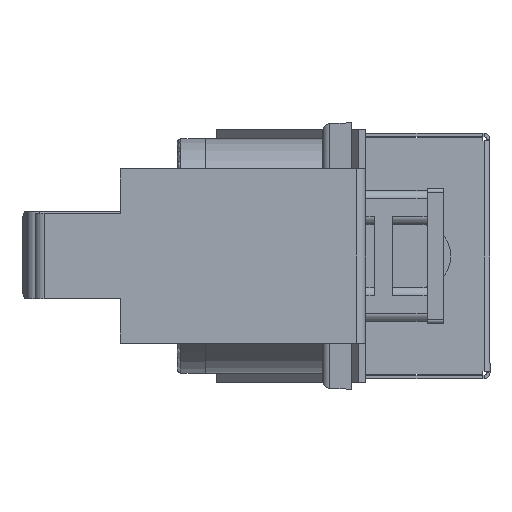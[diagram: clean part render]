
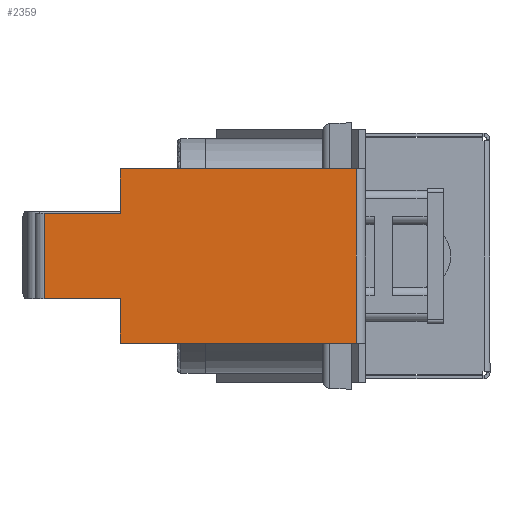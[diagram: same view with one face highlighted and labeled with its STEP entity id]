
A CAD part, left-side view. The second image highlights one B-rep face of the part: STEP entity #2359.
In plain terms, the highlighted face is planar.
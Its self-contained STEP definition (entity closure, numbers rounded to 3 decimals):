
#36 = CARTESIAN_POINT ( 'NONE',  ( -35.5, 88.4, 2. ) ) ;
#41 = LINE ( 'NONE', #1674, #5171 ) ;
#54 = CARTESIAN_POINT ( 'NONE',  ( 24.5, -2., 2. ) ) ;
#66 = CARTESIAN_POINT ( 'NONE',  ( -12., 88.4, 2. ) ) ;
#140 = CARTESIAN_POINT ( 'NONE',  ( -24.5, -2., 2. ) ) ;
#216 = VECTOR ( 'NONE', #4295, 1000. ) ;
#425 = DIRECTION ( 'NONE',  ( 1., 0., 0. ) ) ;
#560 = ORIENTED_EDGE ( 'NONE', *, *, #3644, .T. ) ;
#648 = VECTOR ( 'NONE', #960, 1000. ) ;
#796 = ORIENTED_EDGE ( 'NONE', *, *, #1156, .F. ) ;
#919 = CARTESIAN_POINT ( 'NONE',  ( 12., 91., 2. ) ) ;
#960 = DIRECTION ( 'NONE',  ( 0., 1., 0. ) ) ;
#964 = DIRECTION ( 'NONE',  ( 0., -1., 0. ) ) ;
#996 = EDGE_CURVE ( 'NONE', #1348, #1865, #4239, .T. ) ;
#1076 = ORIENTED_EDGE ( 'NONE', *, *, #996, .F. ) ;
#1088 = DIRECTION ( 'NONE',  ( 1., 0., 0. ) ) ;
#1128 = PLANE ( 'NONE',  #5121 ) ;
#1156 = EDGE_CURVE ( 'NONE', #4944, #4800, #6378, .T. ) ;
#1294 = ORIENTED_EDGE ( 'NONE', *, *, #6277, .F. ) ;
#1348 = VERTEX_POINT ( 'NONE', #3196 ) ;
#1440 = DIRECTION ( 'NONE',  ( -1., 0., 0. ) ) ;
#1674 = CARTESIAN_POINT ( 'NONE',  ( -35.5, 0.6, 2. ) ) ;
#1693 = CARTESIAN_POINT ( 'NONE',  ( 24.5, 0.6, 2. ) ) ;
#1820 = EDGE_CURVE ( 'NONE', #3970, #6021, #41, .T. ) ;
#1865 = VERTEX_POINT ( 'NONE', #3632 ) ;
#1918 = EDGE_CURVE ( 'NONE', #4800, #6475, #5837, .T. ) ;
#2057 = DIRECTION ( 'NONE',  ( 1., 0., 0. ) ) ;
#2231 = CARTESIAN_POINT ( 'NONE',  ( -24.5, 0.6, 2. ) ) ;
#2359 = ADVANCED_FACE ( 'NONE', ( #6755 ), #1128, .F. ) ;
#2412 = CARTESIAN_POINT ( 'NONE',  ( 24.5, 67., 2. ) ) ;
#2685 = VECTOR ( 'NONE', #2057, 1000. ) ;
#2920 = ORIENTED_EDGE ( 'NONE', *, *, #1918, .F. ) ;
#3071 = DIRECTION ( 'NONE',  ( 0., 1., 0. ) ) ;
#3196 = CARTESIAN_POINT ( 'NONE',  ( 12., 88.4, 2. ) ) ;
#3425 = EDGE_LOOP ( 'NONE', ( #560, #1294, #1076, #5218, #2920, #796, #3948, #4516 ) ) ;
#3466 = DIRECTION ( 'NONE',  ( 0., 0., -1. ) ) ;
#3495 = LINE ( 'NONE', #36, #6071 ) ;
#3557 = CARTESIAN_POINT ( 'NONE',  ( -12., 67., 2. ) ) ;
#3574 = EDGE_CURVE ( 'NONE', #3970, #4944, #6867, .T. ) ;
#3632 = CARTESIAN_POINT ( 'NONE',  ( 12., 67., 2. ) ) ;
#3644 = EDGE_CURVE ( 'NONE', #6021, #4057, #5742, .T. ) ;
#3776 = EDGE_CURVE ( 'NONE', #6475, #1348, #3495, .T. ) ;
#3948 = ORIENTED_EDGE ( 'NONE', *, *, #3574, .F. ) ;
#3970 = VERTEX_POINT ( 'NONE', #2231 ) ;
#4057 = VERTEX_POINT ( 'NONE', #5419 ) ;
#4067 = VECTOR ( 'NONE', #964, 1000. ) ;
#4092 = VECTOR ( 'NONE', #425, 1000. ) ;
#4222 = CARTESIAN_POINT ( 'NONE',  ( -24.5, 67., 2. ) ) ;
#4239 = LINE ( 'NONE', #919, #4067 ) ;
#4295 = DIRECTION ( 'NONE',  ( 0., 1., 0. ) ) ;
#4516 = ORIENTED_EDGE ( 'NONE', *, *, #1820, .T. ) ;
#4800 = VERTEX_POINT ( 'NONE', #3557 ) ;
#4944 = VERTEX_POINT ( 'NONE', #4222 ) ;
#5121 = AXIS2_PLACEMENT_3D ( 'NONE', #5585, #3466, #1440 ) ;
#5171 = VECTOR ( 'NONE', #1088, 1000. ) ;
#5218 = ORIENTED_EDGE ( 'NONE', *, *, #3776, .F. ) ;
#5419 = CARTESIAN_POINT ( 'NONE',  ( 24.5, 67., 2. ) ) ;
#5437 = DIRECTION ( 'NONE',  ( 1., 0., 0. ) ) ;
#5585 = CARTESIAN_POINT ( 'NONE',  ( 35.5, 0., 2. ) ) ;
#5667 = VECTOR ( 'NONE', #3071, 1000. ) ;
#5742 = LINE ( 'NONE', #54, #216 ) ;
#5837 = LINE ( 'NONE', #6646, #5667 ) ;
#6021 = VERTEX_POINT ( 'NONE', #1693 ) ;
#6071 = VECTOR ( 'NONE', #5437, 1000. ) ;
#6210 = LINE ( 'NONE', #2412, #2685 ) ;
#6277 = EDGE_CURVE ( 'NONE', #1865, #4057, #6210, .T. ) ;
#6377 = CARTESIAN_POINT ( 'NONE',  ( -24.5, 67., 2. ) ) ;
#6378 = LINE ( 'NONE', #6377, #4092 ) ;
#6475 = VERTEX_POINT ( 'NONE', #66 ) ;
#6646 = CARTESIAN_POINT ( 'NONE',  ( -12., 91., 2. ) ) ;
#6755 = FACE_OUTER_BOUND ( 'NONE', #3425, .T. ) ;
#6867 = LINE ( 'NONE', #140, #648 ) ;
